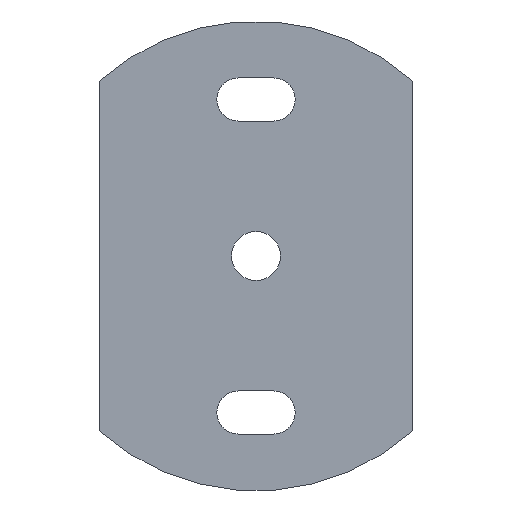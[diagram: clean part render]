
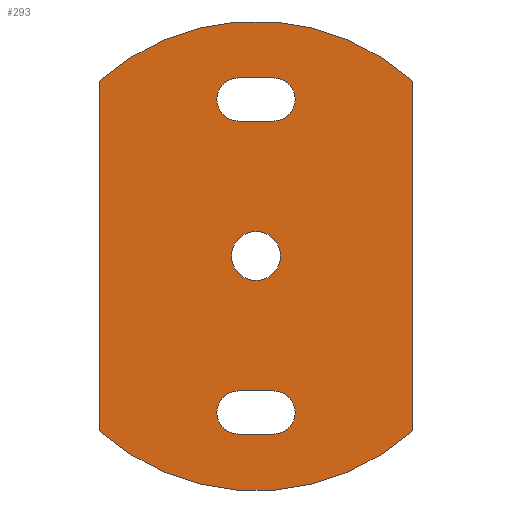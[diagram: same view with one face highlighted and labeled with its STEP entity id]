
A CAD part, front view. The second image highlights one B-rep face of the part: STEP entity #293.
In plain terms, the highlighted planar face has unit normal (0, -1, 0).
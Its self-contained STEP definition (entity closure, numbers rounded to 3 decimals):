
#18=FACE_BOUND('',#62,.T.);
#19=FACE_BOUND('',#63,.T.);
#20=FACE_BOUND('',#64,.T.);
#28=PLANE('',#345);
#43=FACE_OUTER_BOUND('',#61,.T.);
#61=EDGE_LOOP('',(#259,#260,#261,#262));
#62=EDGE_LOOP('',(#263,#264,#265,#266));
#63=EDGE_LOOP('',(#267));
#64=EDGE_LOOP('',(#268,#269,#270,#271));
#67=LINE('',#443,#92);
#71=LINE('',#454,#96);
#76=LINE('',#473,#101);
#80=LINE('',#484,#105);
#84=LINE('',#497,#109);
#88=LINE('',#508,#113);
#92=VECTOR('',#358,10.);
#96=VECTOR('',#370,10.);
#101=VECTOR('',#389,10.);
#105=VECTOR('',#401,10.);
#109=VECTOR('',#413,10.);
#113=VECTOR('',#425,10.);
#115=CIRCLE('',#318,5.5);
#117=CIRCLE('',#322,5.5);
#120=CIRCLE('',#327,6.25);
#121=CIRCLE('',#329,5.5);
#123=CIRCLE('',#333,5.5);
#125=CIRCLE('',#337,60.);
#127=CIRCLE('',#341,60.);
#129=VERTEX_POINT('',#433);
#130=VERTEX_POINT('',#434);
#133=VERTEX_POINT('',#442);
#135=VERTEX_POINT('',#448);
#138=VERTEX_POINT('',#459);
#139=VERTEX_POINT('',#463);
#140=VERTEX_POINT('',#464);
#143=VERTEX_POINT('',#472);
#145=VERTEX_POINT('',#478);
#147=VERTEX_POINT('',#487);
#148=VERTEX_POINT('',#488);
#151=VERTEX_POINT('',#496);
#153=VERTEX_POINT('',#502);
#155=EDGE_CURVE('',#129,#130,#115,.T.);
#159=EDGE_CURVE('',#133,#129,#67,.T.);
#162=EDGE_CURVE('',#135,#133,#117,.T.);
#165=EDGE_CURVE('',#130,#135,#71,.T.);
#169=EDGE_CURVE('',#138,#138,#120,.T.);
#170=EDGE_CURVE('',#139,#140,#121,.T.);
#174=EDGE_CURVE('',#143,#139,#76,.T.);
#177=EDGE_CURVE('',#145,#143,#123,.T.);
#180=EDGE_CURVE('',#140,#145,#80,.T.);
#182=EDGE_CURVE('',#147,#148,#125,.T.);
#186=EDGE_CURVE('',#151,#147,#84,.T.);
#189=EDGE_CURVE('',#153,#151,#127,.T.);
#192=EDGE_CURVE('',#148,#153,#88,.T.);
#259=ORIENTED_EDGE('',*,*,#192,.F.);
#260=ORIENTED_EDGE('',*,*,#182,.F.);
#261=ORIENTED_EDGE('',*,*,#186,.F.);
#262=ORIENTED_EDGE('',*,*,#189,.F.);
#263=ORIENTED_EDGE('',*,*,#180,.F.);
#264=ORIENTED_EDGE('',*,*,#170,.F.);
#265=ORIENTED_EDGE('',*,*,#174,.F.);
#266=ORIENTED_EDGE('',*,*,#177,.F.);
#267=ORIENTED_EDGE('',*,*,#169,.F.);
#268=ORIENTED_EDGE('',*,*,#165,.F.);
#269=ORIENTED_EDGE('',*,*,#155,.F.);
#270=ORIENTED_EDGE('',*,*,#159,.F.);
#271=ORIENTED_EDGE('',*,*,#162,.F.);
#293=ADVANCED_FACE('',(#43,#18,#19,#20),#28,.F.);
#318=AXIS2_PLACEMENT_3D('',#435,#350,#351);
#322=AXIS2_PLACEMENT_3D('',#449,#363,#364);
#327=AXIS2_PLACEMENT_3D('',#461,#377,#378);
#329=AXIS2_PLACEMENT_3D('',#465,#381,#382);
#333=AXIS2_PLACEMENT_3D('',#479,#394,#395);
#337=AXIS2_PLACEMENT_3D('',#489,#405,#406);
#341=AXIS2_PLACEMENT_3D('',#503,#418,#419);
#345=AXIS2_PLACEMENT_3D('',#511,#429,#430);
#350=DIRECTION('center_axis',(0.,-1.,0.));
#351=DIRECTION('ref_axis',(0.,0.,1.));
#358=DIRECTION('',(-1.,0.,0.));
#363=DIRECTION('center_axis',(0.,-1.,0.));
#364=DIRECTION('ref_axis',(0.,0.,-1.));
#370=DIRECTION('',(1.,0.,0.));
#377=DIRECTION('center_axis',(0.,-1.,0.));
#378=DIRECTION('ref_axis',(1.,0.,0.));
#381=DIRECTION('center_axis',(0.,-1.,0.));
#382=DIRECTION('ref_axis',(0.,0.,1.));
#389=DIRECTION('',(-1.,0.,0.));
#394=DIRECTION('center_axis',(0.,-1.,0.));
#395=DIRECTION('ref_axis',(0.,0.,-1.));
#401=DIRECTION('',(1.,0.,0.));
#405=DIRECTION('center_axis',(0.,1.,0.));
#406=DIRECTION('ref_axis',(0.667,0.,-0.745));
#413=DIRECTION('',(0.,0.,-1.));
#418=DIRECTION('center_axis',(0.,1.,0.));
#419=DIRECTION('ref_axis',(-0.667,0.,0.745));
#425=DIRECTION('',(0.,0.,1.));
#429=DIRECTION('center_axis',(0.,1.,0.));
#430=DIRECTION('ref_axis',(0.,0.,1.));
#433=CARTESIAN_POINT('',(-44.5,0.,0.779));
#434=CARTESIAN_POINT('',(-44.5,0.,-10.221));
#435=CARTESIAN_POINT('Origin',(-44.5,0.,-4.721));
#442=CARTESIAN_POINT('',(-35.5,0.,0.779));
#443=CARTESIAN_POINT('',(-35.5,0.,0.779));
#448=CARTESIAN_POINT('',(-35.5,0.,-10.221));
#449=CARTESIAN_POINT('Origin',(-35.5,0.,-4.721));
#454=CARTESIAN_POINT('',(-44.5,0.,-10.221));
#459=CARTESIAN_POINT('',(-46.25,0.,-44.721));
#461=CARTESIAN_POINT('Origin',(-40.,0.,-44.721));
#463=CARTESIAN_POINT('',(-44.5,0.,-79.221));
#464=CARTESIAN_POINT('',(-44.5,0.,-90.221));
#465=CARTESIAN_POINT('Origin',(-44.5,0.,-84.721));
#472=CARTESIAN_POINT('',(-35.5,0.,-79.221));
#473=CARTESIAN_POINT('',(-35.5,0.,-79.221));
#478=CARTESIAN_POINT('',(-35.5,0.,-90.221));
#479=CARTESIAN_POINT('Origin',(-35.5,0.,-84.721));
#484=CARTESIAN_POINT('',(-44.5,0.,-90.221));
#487=CARTESIAN_POINT('',(0.,0.,-89.443));
#488=CARTESIAN_POINT('',(-80.,0.,-89.443));
#489=CARTESIAN_POINT('Origin',(-40.,0.,-44.721));
#496=CARTESIAN_POINT('',(0.,0.,0.));
#497=CARTESIAN_POINT('',(0.,0.,0.));
#502=CARTESIAN_POINT('',(-80.,0.,0.));
#503=CARTESIAN_POINT('Origin',(-40.,0.,-44.721));
#508=CARTESIAN_POINT('',(-80.,0.,-89.443));
#511=CARTESIAN_POINT('Origin',(-40.,0.,-44.721));
